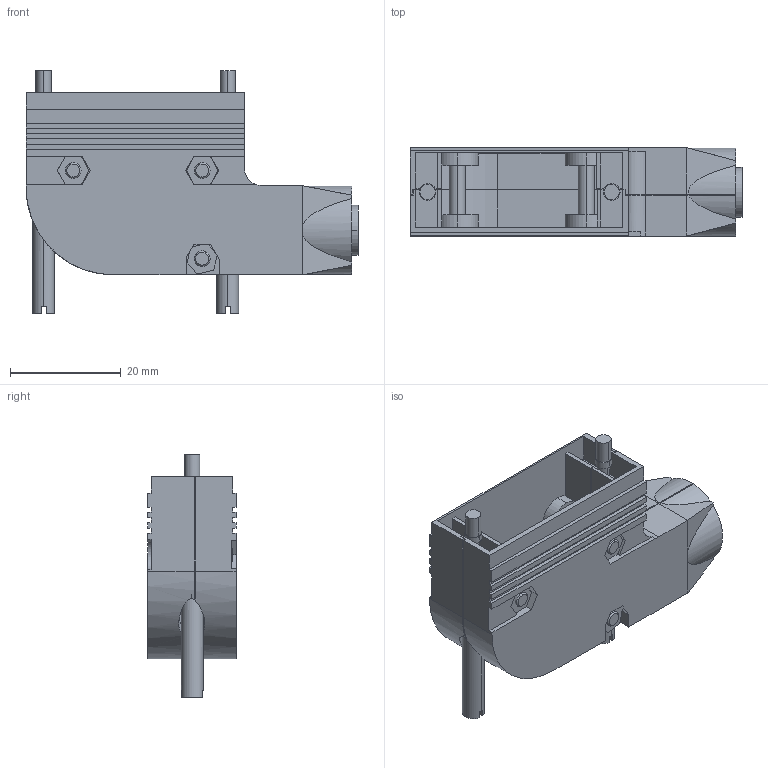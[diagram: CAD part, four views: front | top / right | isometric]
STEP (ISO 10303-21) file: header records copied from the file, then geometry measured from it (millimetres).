
FILE_DESCRIPTION (( 'STEP AP203' ), '1' );
FILE_NAME ('SDRA15AG.STEP', '2006-06-23T20:18:44', ( 'lcom' ), ( 'lcom' ), 'SwSTEP 2.0', 'SolidWorks 2006004', '' );
FILE_SCHEMA (( 'CONFIG_CONTROL_DESIGN' ));
Length unit declared in the file: inch
Products named in the file (7): SDRA9AG-MA5; SDRA15AG-MA2; SDC15G-MA1_SDC15G-1; SDRA15AG; SDRA15AG-MA1; SDRA9AG-MA4_DEFAULT; SDRA9AG-MA3_4-40 x .437 PAN HEAD SCREW SS
Assembly tree (11 placements, depth 2):
  SDRA15AG
    SDRA9AG-MA4_DEFAULT  x3
    SDRA9AG-MA5  x2
    SDRA15AG-MA1
    SDRA9AG-MA3_4-40 x .437 PAN HEAD SCREW SS  x3
    SDRA15AG-MA2
    SDC15G-MA1_SDC15G-1
Bounding box: 60.06 x 16.07 x 43.94 mm (x, y, z)
Volume: 7845.9 mm3; surface area: 14423.7 mm2
Topology: 11 solids, 11 shells, 438 faces, 1187 edges, 782 vertices
Faces by surface type: plane 282, cylinder 144, cone 6, torus 6
Entity records: 11789 total; most frequent: CARTESIAN_POINT 2123, ORIENTED_EDGE 1862, DIRECTION 1822, EDGE_CURVE 931, VECTOR 664, LINE 664, VERTEX_POINT 614, AXIS2_PLACEMENT_3D 579
